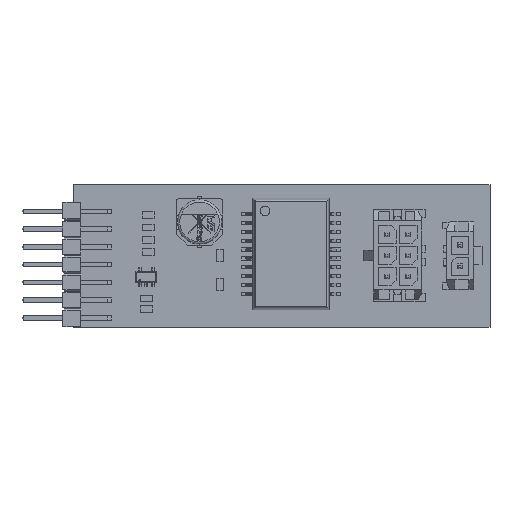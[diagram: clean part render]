
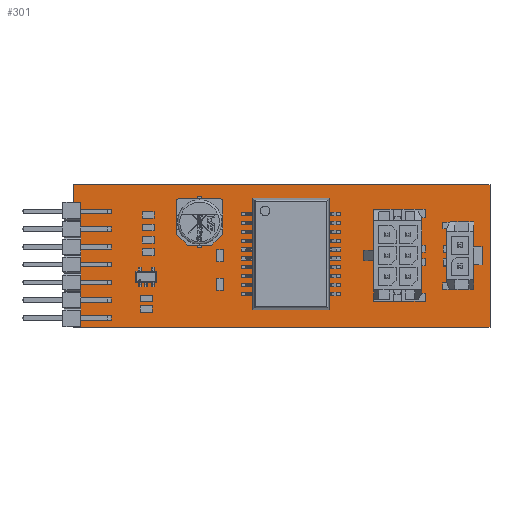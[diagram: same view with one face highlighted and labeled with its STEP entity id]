
A CAD part, top view. The second image highlights one B-rep face of the part: STEP entity #301.
In plain terms, the highlighted planar face has unit normal (0, 0, 1).
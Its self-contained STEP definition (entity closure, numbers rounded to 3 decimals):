
#140 = VERTEX_POINT('',#141);
#141 = CARTESIAN_POINT('',(54.61,71.12,1.646));
#147 = EDGE_CURVE('',#140,#148,#150,.T.);
#148 = VERTEX_POINT('',#149);
#149 = CARTESIAN_POINT('',(54.61,50.8,1.646));
#150 = LINE('',#151,#152);
#151 = CARTESIAN_POINT('',(54.61,71.12,1.646));
#152 = VECTOR('',#153,1.);
#153 = DIRECTION('',(0.,-1.,0.));
#178 = EDGE_CURVE('',#148,#179,#181,.T.);
#179 = VERTEX_POINT('',#180);
#180 = CARTESIAN_POINT('',(54.672,50.738,1.646));
#181 = LINE('',#182,#183);
#182 = CARTESIAN_POINT('',(54.61,50.8,1.646));
#183 = VECTOR('',#184,1.);
#184 = DIRECTION('',(0.707,-0.707,0.));
#209 = EDGE_CURVE('',#179,#210,#212,.T.);
#210 = VERTEX_POINT('',#211);
#211 = CARTESIAN_POINT('',(114.173,50.738,1.646));
#212 = LINE('',#213,#214);
#213 = CARTESIAN_POINT('',(54.672,50.738,1.646));
#214 = VECTOR('',#215,1.);
#215 = DIRECTION('',(1.,0.,0.));
#240 = EDGE_CURVE('',#210,#241,#243,.T.);
#241 = VERTEX_POINT('',#242);
#242 = CARTESIAN_POINT('',(114.173,71.087,1.646));
#243 = LINE('',#244,#245);
#244 = CARTESIAN_POINT('',(114.173,50.738,1.646));
#245 = VECTOR('',#246,1.);
#246 = DIRECTION('',(0.,1.,0.));
#271 = EDGE_CURVE('',#241,#140,#272,.T.);
#272 = LINE('',#273,#274);
#273 = CARTESIAN_POINT('',(114.173,71.087,1.646));
#274 = VECTOR('',#275,1.);
#275 = DIRECTION('',(-1.,0.001,0.));
#301 = ADVANCED_FACE('',(#302),#309,.T.);
#302 = FACE_BOUND('',#303,.T.);
#303 = EDGE_LOOP('',(#304,#305,#306,#307,#308));
#304 = ORIENTED_EDGE('',*,*,#147,.T.);
#305 = ORIENTED_EDGE('',*,*,#178,.T.);
#306 = ORIENTED_EDGE('',*,*,#209,.T.);
#307 = ORIENTED_EDGE('',*,*,#240,.T.);
#308 = ORIENTED_EDGE('',*,*,#271,.T.);
#309 = PLANE('',#310);
#310 = AXIS2_PLACEMENT_3D('',#311,#312,#313);
#311 = CARTESIAN_POINT('',(84.392,60.923,1.646));
#312 = DIRECTION('',(0.,0.,1.));
#313 = DIRECTION('',(1.,0.,-0.));
